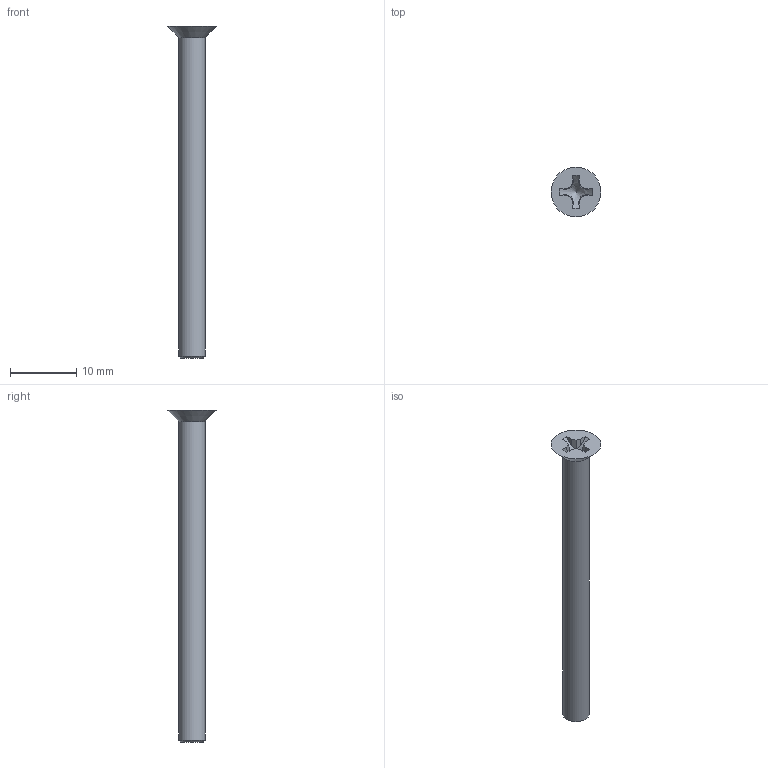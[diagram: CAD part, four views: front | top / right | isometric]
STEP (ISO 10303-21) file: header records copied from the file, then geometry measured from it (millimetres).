
FILE_DESCRIPTION(/* description */ (''),/* implementation_level */ '2;1');
FILE_NAME(/* name */ 'M4 50mm - Bolts.step',/* time_stamp */ '2020-09-29T08:33:52+02:00',/* author */ (''),/* organization */ (''),/* preprocessor_version */ 'ST-DEVELOPER v18.1',/* originating_system */ 'Autodesk Translation Framework v9.3.0.1241',/* authorisation */ '');
FILE_SCHEMA (('AUTOMOTIVE_DESIGN { 1 0 10303 214 3 1 1 }'));
Length unit declared in the file: millimetre
Products named in the file (1): 92010A246
Bounding box: 7.5 x 7.5 x 50 mm (x, y, z)
Volume: 641.1 mm3; surface area: 721.3 mm2
Topology: 1 solids, 1 shells, 26 faces, 71 edges, 47 vertices
Faces by surface type: plane 18, cone 7, cylinder 1
Full cylindrical faces by diameter (mm): 4 x1
Entity records: 833 total; most frequent: CARTESIAN_POINT 176, ORIENTED_EDGE 140, DIRECTION 122, EDGE_CURVE 70, VERTEX_POINT 47, AXIS2_PLACEMENT_3D 41, LINE 40, VECTOR 40
